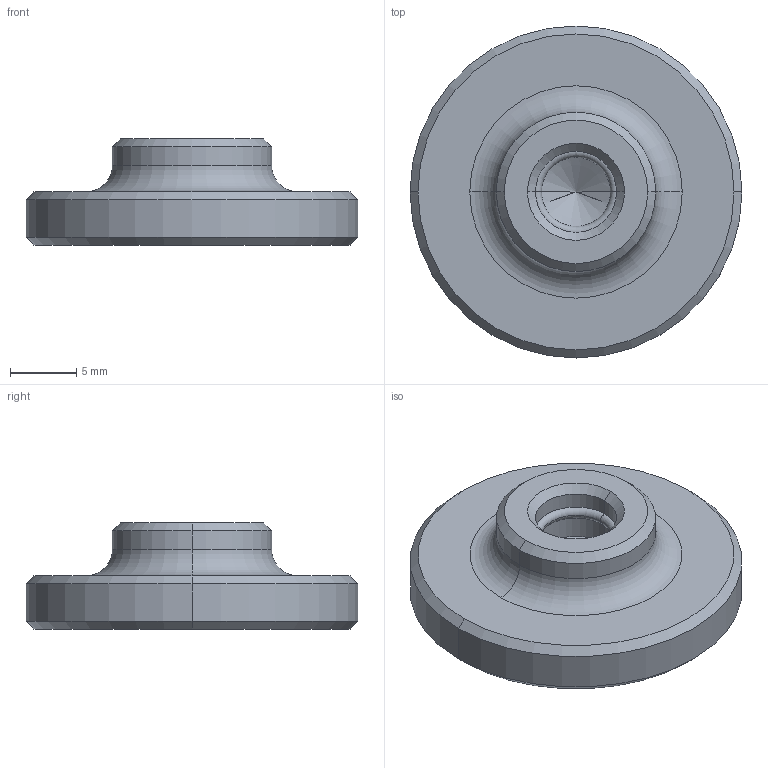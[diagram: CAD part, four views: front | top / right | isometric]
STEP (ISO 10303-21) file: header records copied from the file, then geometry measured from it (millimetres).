
FILE_DESCRIPTION(('STEP AP214'),'1');
FILE_NAME('HALDERN_EH_22560_0425.stp','2020-04-22T11:25:05',('TraceParts'),('TraceParts S.A.'),'Spatial InterOp 3D',' ',' ');
FILE_SCHEMA(('AUTOMOTIVE_DESIGN { 1 0 10303 214 1 1 1 1 }'));
Length unit declared in the file: millimetre
Products named in the file (1): HALDERN_EH_22560_0425
Bounding box: 25 x 25 x 8 mm (x, y, z)
Volume: 2269.6 mm3; surface area: 1438 mm2
Topology: 1 solids, 1 shells, 27 faces, 54 edges, 29 vertices
Faces by surface type: cone 10, cylinder 8, torus 6, plane 3
Entity records: 1329 total; most frequent: DIRECTION 142, STYLED_ITEM 109, PRESENTATION_STYLE_ASSIGNMENT 109, CARTESIAN_POINT 109, COLOUR_RGB 109, ORIENTED_EDGE 104, AXIS2_PLACEMENT_3D 62, EDGE_CURVE 52
